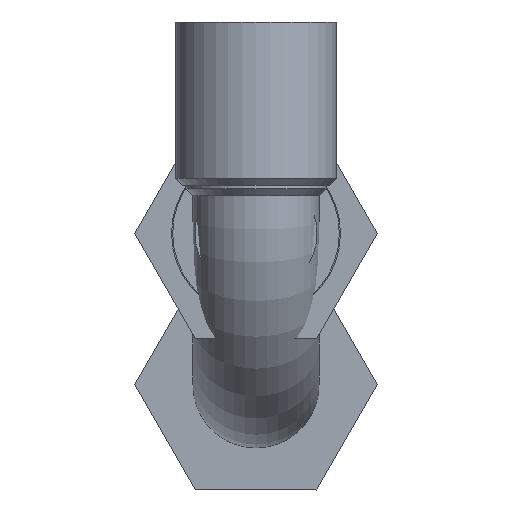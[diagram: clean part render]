
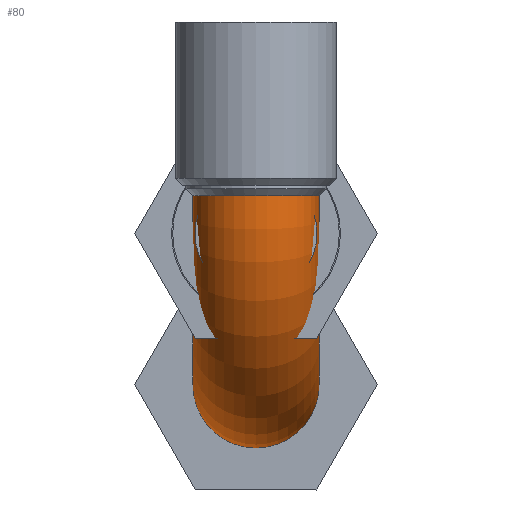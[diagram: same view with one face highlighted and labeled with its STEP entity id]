
A CAD part, front view. The second image highlights one B-rep face of the part: STEP entity #80.
In plain terms, the highlighted toroidal (fillet/blend) face has major radius 27 mm and minor radius 9 mm.
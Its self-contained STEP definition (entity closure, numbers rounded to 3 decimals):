
#80 = ADVANCED_FACE( '', ( #182, #183 ), #184, .T. );
#182 = FACE_OUTER_BOUND( '', #324, .T. );
#183 = FACE_OUTER_BOUND( '', #325, .T. );
#184 = TOROIDAL_SURFACE( '', #326, 27., 9. );
#324 = EDGE_LOOP( '', ( #471 ) );
#325 = EDGE_LOOP( '', ( #472 ) );
#326 = AXIS2_PLACEMENT_3D( '', #473, #474, #475 );
#471 = ORIENTED_EDGE( '', *, *, #677, .T. );
#472 = ORIENTED_EDGE( '', *, *, #678, .F. );
#473 = CARTESIAN_POINT( '', ( 0., 27., 5.374 ) );
#474 = DIRECTION( '', ( -1., 0., 0. ) );
#475 = DIRECTION( '', ( 0., -1., 0. ) );
#677 = EDGE_CURVE( '', #766, #766, #767, .T. );
#678 = EDGE_CURVE( '', #768, #768, #769, .T. );
#766 = VERTEX_POINT( '', #885 );
#767 = CIRCLE( '', #886, 9. );
#768 = VERTEX_POINT( '', #887 );
#769 = CIRCLE( '', #888, 9. );
#885 = CARTESIAN_POINT( '', ( 9., 27., -21.626 ) );
#886 = AXIS2_PLACEMENT_3D( '', #1006, #1007, #1008 );
#887 = CARTESIAN_POINT( '', ( -9., 0., 5.374 ) );
#888 = AXIS2_PLACEMENT_3D( '', #1009, #1010, #1011 );
#1006 = CARTESIAN_POINT( '', ( 0., 27., -21.626 ) );
#1007 = DIRECTION( '', ( 0., -1., 0. ) );
#1008 = DIRECTION( '', ( 1., 0., 0. ) );
#1009 = CARTESIAN_POINT( '', ( 0., 0., 5.374 ) );
#1010 = DIRECTION( '', ( 0., 0., 1. ) );
#1011 = DIRECTION( '', ( -1., 0., 0. ) );
